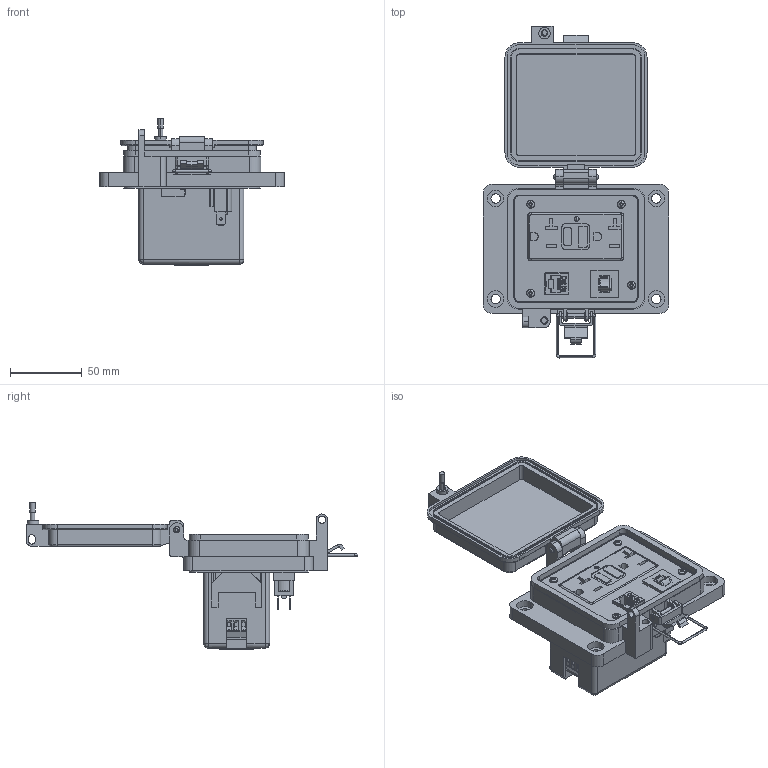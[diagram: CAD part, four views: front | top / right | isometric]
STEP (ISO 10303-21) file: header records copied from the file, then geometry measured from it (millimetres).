
FILE_DESCRIPTION (( 'STEP AP214' ), '1' );
FILE_NAME ('P-R33-K2RF3_3D.STEP', '2017-09-06T20:50:17', ( '' ), ( '' ), 'SwSTEP 2.0', 'SolidWorks 2017', '' );
FILE_SCHEMA (( 'AUTOMOTIVE_DESIGN' ));
Length unit declared in the file: millimetre
Products named in the file (11): Z-H-K2_B; RF; Z-200-OTLT-RIOF_RF; Z-CB-SM; R33; Z-300-RJ45C5SH; P-R33-K2RF3_TP; 90272A106_ZINC-PLTD STL PAN HEAD PHILLIPS MACHINE SCREW_90272A106; P-R33-K2RF3_FP; P-R33-K2RF3_BP; P-R33-K2RF3_3D
Assembly tree (13 placements, depth 3):
  P-R33-K2RF3_3D
    P-R33-K2RF3_BP
    P-R33-K2RF3_FP
    90272A106_ZINC-PLTD STL PAN HEAD PHILLIPS MACHINE SCREW_90272A106  x4
    P-R33-K2RF3_TP
    R33
      Z-300-RJ45C5SH
    Z-CB-SM
    RF
      Z-200-OTLT-RIOF_RF
    Z-H-K2_B
Bounding box: 129 x 231.28 x 102.7 mm (x, y, z)
Volume: 286034.5 mm3; surface area: 167443.3 mm2
Topology: 22 solids, 22 shells, 2774 faces, 7621 edges, 5003 vertices
Faces by surface type: plane 1556, cylinder 858, bspline 275, cone 45, torus 32, sphere 8
Entity records: 105679 total; most frequent: CARTESIAN_POINT 25272, ORIENTED_EDGE 13460, DIRECTION 11501, EDGE_CURVE 6730, LINE 4631, VECTOR 4631, VERTEX_POINT 4424, AXIS2_PLACEMENT_3D 3435
